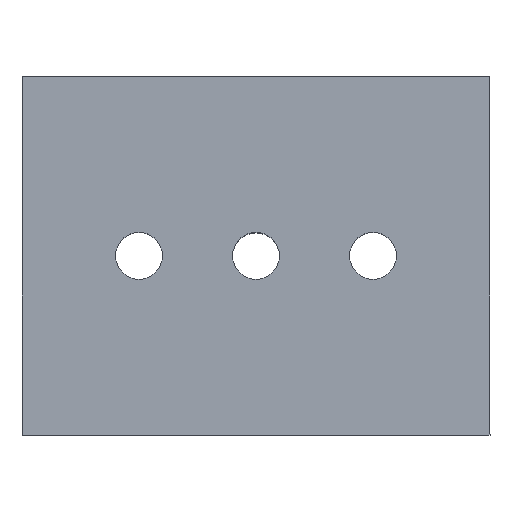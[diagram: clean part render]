
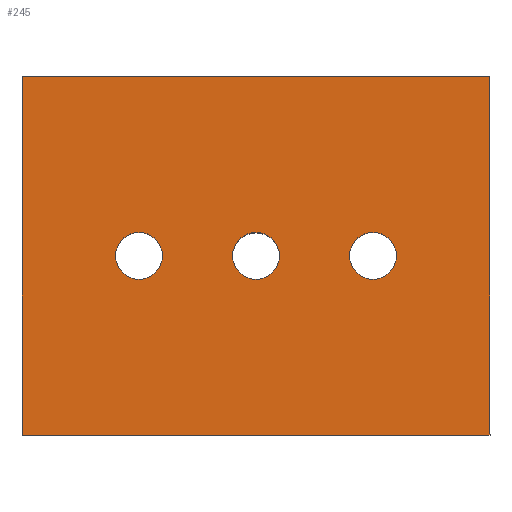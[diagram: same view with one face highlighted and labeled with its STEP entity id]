
A CAD part, top view. The second image highlights one B-rep face of the part: STEP entity #245.
In plain terms, the highlighted planar face has unit normal (0, 0, 1).
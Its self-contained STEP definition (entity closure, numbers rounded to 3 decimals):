
#20=FACE_BOUND('',#59,.T.);
#21=FACE_BOUND('',#60,.T.);
#22=FACE_BOUND('',#61,.T.);
#31=PLANE('',#267);
#42=FACE_OUTER_BOUND('',#58,.T.);
#58=EDGE_LOOP('',(#192,#193,#194,#195));
#59=EDGE_LOOP('',(#196));
#60=EDGE_LOOP('',(#197));
#61=EDGE_LOOP('',(#198));
#78=LINE('',#382,#96);
#82=LINE('',#391,#100);
#86=LINE('',#398,#104);
#87=LINE('',#399,#105);
#96=VECTOR('',#308,10.);
#100=VECTOR('',#314,10.);
#104=VECTOR('',#320,10.);
#105=VECTOR('',#321,10.);
#113=CIRCLE('',#260,1.5);
#116=CIRCLE('',#268,1.5);
#117=CIRCLE('',#269,1.5);
#125=VERTEX_POINT('',#369);
#128=VERTEX_POINT('',#380);
#129=VERTEX_POINT('',#381);
#132=VERTEX_POINT('',#389);
#133=VERTEX_POINT('',#390);
#136=VERTEX_POINT('',#400);
#137=VERTEX_POINT('',#402);
#146=EDGE_CURVE('',#125,#125,#113,.T.);
#150=EDGE_CURVE('',#128,#129,#78,.T.);
#154=EDGE_CURVE('',#132,#133,#82,.T.);
#158=EDGE_CURVE('',#129,#133,#86,.T.);
#159=EDGE_CURVE('',#132,#128,#87,.T.);
#160=EDGE_CURVE('',#136,#136,#116,.T.);
#161=EDGE_CURVE('',#137,#137,#117,.T.);
#192=ORIENTED_EDGE('',*,*,#158,.F.);
#193=ORIENTED_EDGE('',*,*,#150,.F.);
#194=ORIENTED_EDGE('',*,*,#159,.F.);
#195=ORIENTED_EDGE('',*,*,#154,.T.);
#196=ORIENTED_EDGE('',*,*,#146,.T.);
#197=ORIENTED_EDGE('',*,*,#160,.F.);
#198=ORIENTED_EDGE('',*,*,#161,.F.);
#245=ADVANCED_FACE('',(#42,#20,#21,#22),#31,.F.);
#260=AXIS2_PLACEMENT_3D('',#371,#295,#296);
#267=AXIS2_PLACEMENT_3D('',#397,#318,#319);
#268=AXIS2_PLACEMENT_3D('',#401,#322,#323);
#269=AXIS2_PLACEMENT_3D('',#403,#324,#325);
#295=DIRECTION('center_axis',(0.,0.,
-1.));
#296=DIRECTION('ref_axis',(1.,0.,0.));
#308=DIRECTION('',(1.,0.,0.));
#314=DIRECTION('',(1.,0.,0.));
#318=DIRECTION('center_axis',(0.,0.,
-1.));
#319=DIRECTION('ref_axis',(-1.,0.,0.));
#320=DIRECTION('',(0.,-1.,0.));
#321=DIRECTION('',(0.,1.,0.));
#322=DIRECTION('center_axis',(0.,0.,
1.));
#323=DIRECTION('ref_axis',(1.,0.,0.));
#324=DIRECTION('center_axis',(0.,0.,
1.));
#325=DIRECTION('ref_axis',(1.,0.,0.));
#369=CARTESIAN_POINT('',(13.5,7.5,-13.));
#371=CARTESIAN_POINT('Origin',(15.,7.5,-13.));
#380=CARTESIAN_POINT('',(0.,19.,-13.));
#381=CARTESIAN_POINT('',(30.,19.,-13.));
#382=CARTESIAN_POINT('',(0.,19.,-13.));
#389=CARTESIAN_POINT('',(0.,-4.,-13.));
#390=CARTESIAN_POINT('',(30.,-4.,-13.));
#391=CARTESIAN_POINT('',(0.,-4.,-13.));
#397=CARTESIAN_POINT('Origin',(19.688,7.5,-13.));
#398=CARTESIAN_POINT('',(30.,19.,-13.));
#399=CARTESIAN_POINT('',(0.,-15.,-13.));
#400=CARTESIAN_POINT('',(6.,7.5,-13.));
#401=CARTESIAN_POINT('Origin',(7.5,7.5,-13.));
#402=CARTESIAN_POINT('',(21.,7.5,-13.));
#403=CARTESIAN_POINT('Origin',(22.5,7.5,-13.));
